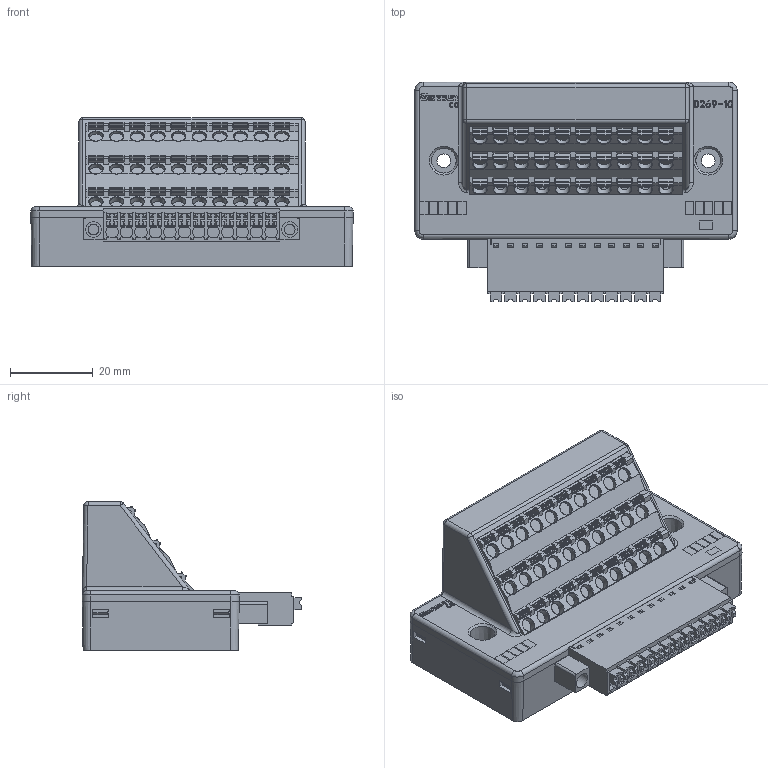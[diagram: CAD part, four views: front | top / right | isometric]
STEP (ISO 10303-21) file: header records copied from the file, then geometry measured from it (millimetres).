
FILE_DESCRIPTION(/* description */ (''),/* implementation_level */ '2;1');
FILE_NAME(/* name */ 'D269-10 3D.stp',/* time_stamp */ '2024-08-14T19:45:03+08:00',/* author */ (''),/* organization */ (''),/* preprocessor_version */ 'ST-DEVELOPER v14',/* originating_system */ 'SIEMENS PLM Software NX 8.0',/* authorisation */ '');
FILE_SCHEMA (('AUTOMOTIVE_DESIGN { 1 0 10303 214 3 1 1 1 }'));
Products named in the file (1): D269-10 3D_stp
Bounding box: 78 x 53.15 x 36 mm (x, y, z)
Volume: 63120.8 mm3; surface area: 21617.8 mm2
Topology: 1 solids, 125 shells, 3030 faces, 7530 edges, 4890 vertices
Faces by surface type: plane 2121, cylinder 570, cone 190, sphere 64, bspline 40, torus 30, extrusion 15
Full cylindrical faces by diameter (mm): 0.8 x1, 0.85 x1, 1 x9, 1.25 x8, 1.4 x8, 2.6 x4, 2.85 x2, 3.3 x32, 3.8 x2
Entity records: 90735 total; most frequent: CARTESIAN_POINT 17643, ORIENTED_EDGE 14762, DIRECTION 14485, EDGE_CURVE 7381, VECTOR 5599, LINE 5584, VERTEX_POINT 4839, AXIS2_PLACEMENT_3D 4443
